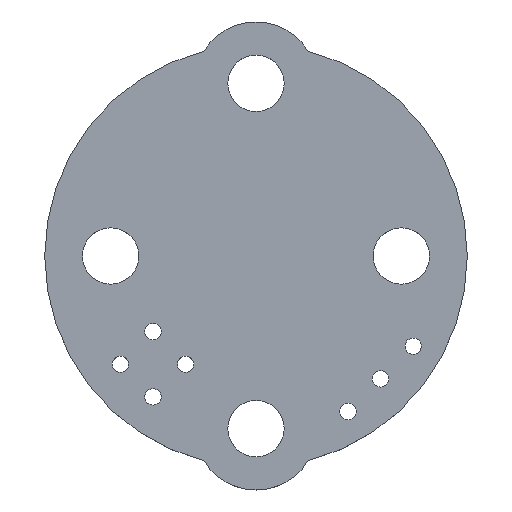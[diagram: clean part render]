
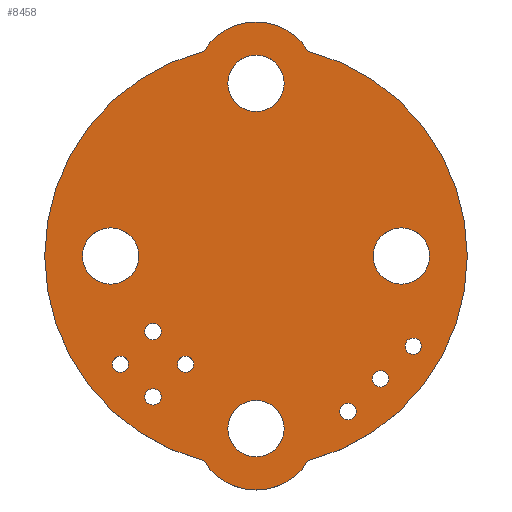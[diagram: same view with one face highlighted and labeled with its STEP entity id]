
A CAD part, top view. The second image highlights one B-rep face of the part: STEP entity #8458.
In plain terms, the highlighted planar face has unit normal (0, 0, 1).
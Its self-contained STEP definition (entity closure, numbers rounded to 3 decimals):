
#386=FACE_BOUND('',#1223,.T.);
#387=FACE_BOUND('',#1224,.T.);
#388=FACE_BOUND('',#1225,.T.);
#389=FACE_BOUND('',#1226,.T.);
#390=FACE_BOUND('',#1227,.T.);
#391=FACE_BOUND('',#1228,.T.);
#392=FACE_BOUND('',#1229,.T.);
#393=FACE_BOUND('',#1230,.T.);
#394=FACE_BOUND('',#1231,.T.);
#395=FACE_BOUND('',#1232,.T.);
#396=FACE_BOUND('',#1233,.T.);
#400=PLANE('',#9058);
#713=FACE_OUTER_BOUND('',#1222,.T.);
#1222=EDGE_LOOP('',(#5877,#5878,#5879,#5880));
#1223=EDGE_LOOP('',(#5881));
#1224=EDGE_LOOP('',(#5882));
#1225=EDGE_LOOP('',(#5883));
#1226=EDGE_LOOP('',(#5884));
#1227=EDGE_LOOP('',(#5885));
#1228=EDGE_LOOP('',(#5886));
#1229=EDGE_LOOP('',(#5887));
#1230=EDGE_LOOP('',(#5888));
#1231=EDGE_LOOP('',(#5889));
#1232=EDGE_LOOP('',(#5890));
#1233=EDGE_LOOP('',(#5891));
#1718=CIRCLE('',#9014,3.377);
#1720=CIRCLE('',#9017,11.627);
#1722=CIRCLE('',#9020,3.377);
#1724=CIRCLE('',#9023,11.627);
#1725=CIRCLE('',#9025,0.45);
#1727=CIRCLE('',#9028,0.45);
#1729=CIRCLE('',#9031,1.55);
#1731=CIRCLE('',#9034,0.45);
#1733=CIRCLE('',#9037,0.45);
#1735=CIRCLE('',#9040,1.55);
#1737=CIRCLE('',#9043,0.45);
#1739=CIRCLE('',#9046,0.45);
#1741=CIRCLE('',#9049,1.55);
#1743=CIRCLE('',#9052,0.45);
#1745=CIRCLE('',#9055,1.55);
#3797=VERTEX_POINT('',#12331);
#3799=VERTEX_POINT('',#12335);
#3801=VERTEX_POINT('',#12341);
#3803=VERTEX_POINT('',#12347);
#3804=VERTEX_POINT('',#12354);
#3806=VERTEX_POINT('',#12360);
#3808=VERTEX_POINT('',#12366);
#3810=VERTEX_POINT('',#12372);
#3812=VERTEX_POINT('',#12378);
#3814=VERTEX_POINT('',#12384);
#3816=VERTEX_POINT('',#12390);
#3818=VERTEX_POINT('',#12396);
#3820=VERTEX_POINT('',#12402);
#3822=VERTEX_POINT('',#12408);
#3824=VERTEX_POINT('',#12414);
#4568=EDGE_CURVE('',#3797,#3799,#1718,.T.);
#4571=EDGE_CURVE('',#3799,#3801,#1720,.T.);
#4574=EDGE_CURVE('',#3801,#3803,#1722,.T.);
#4576=EDGE_CURVE('',#3803,#3797,#1724,.T.);
#4577=EDGE_CURVE('',#3804,#3804,#1725,.T.);
#4580=EDGE_CURVE('',#3806,#3806,#1727,.T.);
#4583=EDGE_CURVE('',#3808,#3808,#1729,.T.);
#4586=EDGE_CURVE('',#3810,#3810,#1731,.T.);
#4589=EDGE_CURVE('',#3812,#3812,#1733,.T.);
#4592=EDGE_CURVE('',#3814,#3814,#1735,.T.);
#4595=EDGE_CURVE('',#3816,#3816,#1737,.T.);
#4598=EDGE_CURVE('',#3818,#3818,#1739,.T.);
#4601=EDGE_CURVE('',#3820,#3820,#1741,.T.);
#4604=EDGE_CURVE('',#3822,#3822,#1743,.T.);
#4607=EDGE_CURVE('',#3824,#3824,#1745,.T.);
#5877=ORIENTED_EDGE('',*,*,#4568,.T.);
#5878=ORIENTED_EDGE('',*,*,#4571,.T.);
#5879=ORIENTED_EDGE('',*,*,#4574,.T.);
#5880=ORIENTED_EDGE('',*,*,#4576,.T.);
#5881=ORIENTED_EDGE('',*,*,#4577,.F.);
#5882=ORIENTED_EDGE('',*,*,#4580,.F.);
#5883=ORIENTED_EDGE('',*,*,#4583,.F.);
#5884=ORIENTED_EDGE('',*,*,#4586,.F.);
#5885=ORIENTED_EDGE('',*,*,#4589,.F.);
#5886=ORIENTED_EDGE('',*,*,#4592,.F.);
#5887=ORIENTED_EDGE('',*,*,#4595,.F.);
#5888=ORIENTED_EDGE('',*,*,#4598,.F.);
#5889=ORIENTED_EDGE('',*,*,#4601,.F.);
#5890=ORIENTED_EDGE('',*,*,#4604,.F.);
#5891=ORIENTED_EDGE('',*,*,#4607,.F.);
#8458=ADVANCED_FACE('',(#713,#386,#387,#388,#389,#390,#391,#392,#393,#394,
#395,#396),#400,.F.);
#9014=AXIS2_PLACEMENT_3D('',#12337,#9823,#9824);
#9017=AXIS2_PLACEMENT_3D('',#12343,#9830,#9831);
#9020=AXIS2_PLACEMENT_3D('',#12349,#9837,#9838);
#9023=AXIS2_PLACEMENT_3D('',#12352,#9843,#9844);
#9025=AXIS2_PLACEMENT_3D('',#12355,#9847,#9848);
#9028=AXIS2_PLACEMENT_3D('',#12361,#9854,#9855);
#9031=AXIS2_PLACEMENT_3D('',#12367,#9861,#9862);
#9034=AXIS2_PLACEMENT_3D('',#12373,#9868,#9869);
#9037=AXIS2_PLACEMENT_3D('',#12379,#9875,#9876);
#9040=AXIS2_PLACEMENT_3D('',#12385,#9882,#9883);
#9043=AXIS2_PLACEMENT_3D('',#12391,#9889,#9890);
#9046=AXIS2_PLACEMENT_3D('',#12397,#9896,#9897);
#9049=AXIS2_PLACEMENT_3D('',#12403,#9903,#9904);
#9052=AXIS2_PLACEMENT_3D('',#12409,#9910,#9911);
#9055=AXIS2_PLACEMENT_3D('',#12415,#9917,#9918);
#9058=AXIS2_PLACEMENT_3D('',#12420,#9924,#9925);
#9823=DIRECTION('center_axis',(0.,0.,1.));
#9824=DIRECTION('ref_axis',(-0.853,-0.523,0.));
#9830=DIRECTION('center_axis',(0.,0.,1.));
#9831=DIRECTION('ref_axis',(0.248,-0.969,0.));
#9837=DIRECTION('center_axis',(0.,0.,1.));
#9838=DIRECTION('ref_axis',(0.853,0.523,0.));
#9843=DIRECTION('center_axis',(0.,0.,1.));
#9844=DIRECTION('ref_axis',(-0.248,0.969,0.));
#9847=DIRECTION('center_axis',(0.,0.,1.));
#9848=DIRECTION('ref_axis',(1.,0.,0.));
#9854=DIRECTION('center_axis',(0.,0.,1.));
#9855=DIRECTION('ref_axis',(1.,0.,0.));
#9861=DIRECTION('center_axis',(0.,0.,1.));
#9862=DIRECTION('ref_axis',(1.,0.,0.));
#9868=DIRECTION('center_axis',(0.,0.,1.));
#9869=DIRECTION('ref_axis',(1.,0.,0.));
#9875=DIRECTION('center_axis',(0.,0.,1.));
#9876=DIRECTION('ref_axis',(1.,0.,0.));
#9882=DIRECTION('center_axis',(0.,0.,1.));
#9883=DIRECTION('ref_axis',(1.,0.,0.));
#9889=DIRECTION('center_axis',(0.,0.,1.));
#9890=DIRECTION('ref_axis',(1.,0.,0.));
#9896=DIRECTION('center_axis',(0.,0.,1.));
#9897=DIRECTION('ref_axis',(1.,0.,0.));
#9903=DIRECTION('center_axis',(0.,0.,1.));
#9904=DIRECTION('ref_axis',(1.,0.,0.));
#9910=DIRECTION('center_axis',(0.,0.,1.));
#9911=DIRECTION('ref_axis',(1.,0.,0.));
#9917=DIRECTION('center_axis',(0.,0.,1.));
#9918=DIRECTION('ref_axis',(1.,0.,0.));
#9924=DIRECTION('center_axis',(0.,0.,-1.));
#9925=DIRECTION('ref_axis',(-1.,0.,0.));
#12331=CARTESIAN_POINT('',(37.121,28.735,0.));
#12335=CARTESIAN_POINT('',(42.879,28.735,0.));
#12337=CARTESIAN_POINT('Origin',(40.,30.5,0.));
#12341=CARTESIAN_POINT('',(42.879,51.265,0.));
#12343=CARTESIAN_POINT('Origin',(40.,40.,0.));
#12347=CARTESIAN_POINT('',(37.121,51.265,0.));
#12349=CARTESIAN_POINT('Origin',(40.,49.5,0.));
#12352=CARTESIAN_POINT('Origin',(40.,40.,0.));
#12354=CARTESIAN_POINT('',(32.086,34.041,0.));
#12355=CARTESIAN_POINT('Origin',(32.536,34.041,0.));
#12360=CARTESIAN_POINT('',(33.882,32.245,0.));
#12361=CARTESIAN_POINT('Origin',(34.332,32.245,0.));
#12366=CARTESIAN_POINT('',(30.45,40.,0.));
#12367=CARTESIAN_POINT('Origin',(32.,40.,0.));
#12372=CARTESIAN_POINT('',(35.678,34.041,0.));
#12373=CARTESIAN_POINT('Origin',(36.128,34.041,0.));
#12378=CARTESIAN_POINT('',(33.882,35.837,0.));
#12379=CARTESIAN_POINT('Origin',(34.332,35.837,0.));
#12384=CARTESIAN_POINT('',(38.45,30.5,0.));
#12385=CARTESIAN_POINT('Origin',(40.,30.5,0.));
#12390=CARTESIAN_POINT('',(44.612,31.443,0.));
#12391=CARTESIAN_POINT('Origin',(45.062,31.443,0.));
#12396=CARTESIAN_POINT('',(46.408,33.239,0.));
#12397=CARTESIAN_POINT('Origin',(46.858,33.239,0.));
#12402=CARTESIAN_POINT('',(38.45,49.5,0.));
#12403=CARTESIAN_POINT('Origin',(40.,49.5,0.));
#12408=CARTESIAN_POINT('',(48.204,35.035,0.));
#12409=CARTESIAN_POINT('Origin',(48.654,35.035,0.));
#12414=CARTESIAN_POINT('',(46.45,40.,0.));
#12415=CARTESIAN_POINT('Origin',(48.,40.,0.));
#12420=CARTESIAN_POINT('Origin',(37.121,28.735,0.));
